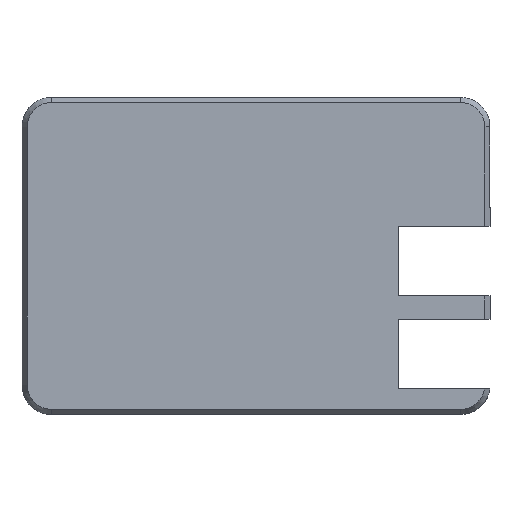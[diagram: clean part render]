
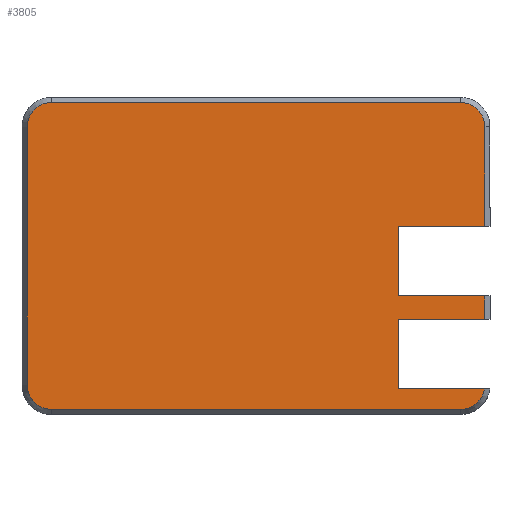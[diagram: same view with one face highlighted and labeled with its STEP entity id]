
A CAD part, top view. The second image highlights one B-rep face of the part: STEP entity #3805.
In plain terms, the highlighted planar face has unit normal (0, 0, 1).
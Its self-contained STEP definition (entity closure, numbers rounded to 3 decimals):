
#94=CIRCLE('',#3995,4.7);
#143=CIRCLE('',#4127,4.7);
#145=CIRCLE('',#4131,4.7);
#146=CIRCLE('',#4135,4.7);
#400=FACE_OUTER_BOUND('',#606,.T.);
#606=EDGE_LOOP('',(#3397,#3398,#3399,#3400,#3401,#3402,#3403,#3404,#3405,
#3406,#3407,#3408,#3409,#3410,#3411));
#669=LINE('',#5339,#1087);
#683=LINE('',#5379,#1101);
#848=LINE('',#5799,#1266);
#851=LINE('',#5807,#1269);
#854=LINE('',#5812,#1272);
#859=LINE('',#5821,#1277);
#896=LINE('',#5938,#1314);
#1017=LINE('',#6303,#1435);
#1022=LINE('',#6316,#1440);
#1025=LINE('',#6322,#1443);
#1027=LINE('',#6327,#1445);
#1087=VECTOR('',#4235,10.);
#1101=VECTOR('',#4255,10.);
#1266=VECTOR('',#4618,10.);
#1269=VECTOR('',#4623,10.);
#1272=VECTOR('',#4628,10.);
#1277=VECTOR('',#4635,10.);
#1314=VECTOR('',#4744,10.);
#1435=VECTOR('',#5137,10.);
#1440=VECTOR('',#5150,10.);
#1443=VECTOR('',#5159,10.);
#1445=VECTOR('',#5163,10.);
#1498=VERTEX_POINT('',#5336);
#1499=VERTEX_POINT('',#5338);
#1512=VERTEX_POINT('',#5376);
#1513=VERTEX_POINT('',#5378);
#1663=VERTEX_POINT('',#5804);
#1664=VERTEX_POINT('',#5806);
#1665=VERTEX_POINT('',#5811);
#1668=VERTEX_POINT('',#5819);
#1712=VERTEX_POINT('',#5936);
#1714=VERTEX_POINT('',#5946);
#1807=VERTEX_POINT('',#6300);
#1808=VERTEX_POINT('',#6302);
#1811=VERTEX_POINT('',#6309);
#1812=VERTEX_POINT('',#6314);
#1814=VERTEX_POINT('',#6325);
#1864=EDGE_CURVE('',#1499,#1498,#669,.T.);
#1881=EDGE_CURVE('',#1513,#1512,#683,.T.);
#2089=EDGE_CURVE('',#1498,#1513,#848,.T.);
#2092=EDGE_CURVE('',#1664,#1663,#851,.T.);
#2095=EDGE_CURVE('',#1665,#1664,#854,.T.);
#2100=EDGE_CURVE('',#1663,#1668,#859,.T.);
#2160=EDGE_CURVE('',#1712,#1668,#896,.T.);
#2165=EDGE_CURVE('',#1714,#1712,#94,.T.);
#2336=EDGE_CURVE('',#1807,#1808,#1017,.T.);
#2340=EDGE_CURVE('',#1811,#1807,#143,.T.);
#2343=EDGE_CURVE('',#1812,#1811,#1022,.T.);
#2345=EDGE_CURVE('',#1499,#1812,#145,.T.);
#2347=EDGE_CURVE('',#1665,#1512,#1025,.T.);
#2349=EDGE_CURVE('',#1814,#1714,#1027,.T.);
#2351=EDGE_CURVE('',#1808,#1814,#146,.T.);
#3397=ORIENTED_EDGE('',*,*,#1881,.T.);
#3398=ORIENTED_EDGE('',*,*,#2347,.F.);
#3399=ORIENTED_EDGE('',*,*,#2095,.T.);
#3400=ORIENTED_EDGE('',*,*,#2092,.T.);
#3401=ORIENTED_EDGE('',*,*,#2100,.T.);
#3402=ORIENTED_EDGE('',*,*,#2160,.F.);
#3403=ORIENTED_EDGE('',*,*,#2165,.F.);
#3404=ORIENTED_EDGE('',*,*,#2349,.F.);
#3405=ORIENTED_EDGE('',*,*,#2351,.F.);
#3406=ORIENTED_EDGE('',*,*,#2336,.F.);
#3407=ORIENTED_EDGE('',*,*,#2340,.F.);
#3408=ORIENTED_EDGE('',*,*,#2343,.F.);
#3409=ORIENTED_EDGE('',*,*,#2345,.F.);
#3410=ORIENTED_EDGE('',*,*,#1864,.T.);
#3411=ORIENTED_EDGE('',*,*,#2089,.T.);
#3612=PLANE('',#4140);
#3805=ADVANCED_FACE('',(#400),#3612,.F.);
#3995=AXIS2_PLACEMENT_3D('',#5948,#4757,#4758);
#4127=AXIS2_PLACEMENT_3D('',#6311,#5143,#5144);
#4131=AXIS2_PLACEMENT_3D('',#6319,#5154,#5155);
#4135=AXIS2_PLACEMENT_3D('',#6330,#5167,#5168);
#4140=AXIS2_PLACEMENT_3D('',#6338,#5180,#5181);
#4235=DIRECTION('',(-1.,0.,0.));
#4255=DIRECTION('',(1.,0.,0.));
#4618=DIRECTION('',(0.,1.,0.));
#4623=DIRECTION('',(0.,1.,0.));
#4628=DIRECTION('',(-1.,0.,0.));
#4635=DIRECTION('',(1.,0.,0.));
#4744=DIRECTION('',(0.,-1.,0.));
#4757=DIRECTION('center_axis',(0.,0.,-1.));
#4758=DIRECTION('ref_axis',(0.,1.,0.));
#5137=DIRECTION('',(0.,1.,0.));
#5143=DIRECTION('center_axis',(0.,0.,-1.));
#5144=DIRECTION('ref_axis',(0.,-1.,0.));
#5150=DIRECTION('',(-1.,0.,0.));
#5154=DIRECTION('center_axis',(0.,0.,-1.));
#5155=DIRECTION('ref_axis',(1.,0.,0.));
#5159=DIRECTION('',(0.,-1.,0.));
#5163=DIRECTION('',(1.,0.,0.));
#5167=DIRECTION('center_axis',(0.,0.,-1.));
#5168=DIRECTION('ref_axis',(-1.,0.,0.));
#5180=DIRECTION('center_axis',(0.,0.,-1.));
#5181=DIRECTION('ref_axis',(1.,0.,0.));
#5336=CARTESIAN_POINT('',(27.7,2.25,17.2));
#5338=CARTESIAN_POINT('',(44.34,2.25,17.2));
#5339=CARTESIAN_POINT('',(22.75,2.25,17.2));
#5376=CARTESIAN_POINT('',(44.4,15.75,17.2));
#5378=CARTESIAN_POINT('',(27.7,15.75,17.2));
#5379=CARTESIAN_POINT('',(22.75,15.75,17.2));
#5799=CARTESIAN_POINT('',(27.7,18.5,17.2));
#5804=CARTESIAN_POINT('',(27.7,33.75,17.2));
#5806=CARTESIAN_POINT('',(27.7,20.25,17.2));
#5807=CARTESIAN_POINT('',(27.7,27.5,17.2));
#5811=CARTESIAN_POINT('',(44.4,20.25,17.2));
#5812=CARTESIAN_POINT('',(22.75,20.25,17.2));
#5819=CARTESIAN_POINT('',(44.4,33.75,17.2));
#5821=CARTESIAN_POINT('',(22.75,33.75,17.2));
#5936=CARTESIAN_POINT('',(44.4,53.,17.2));
#5938=CARTESIAN_POINT('',(44.4,15.5,17.2));
#5946=CARTESIAN_POINT('',(39.7,57.7,17.2));
#5948=CARTESIAN_POINT('Origin',(39.7,53.,17.2));
#6300=CARTESIAN_POINT('',(-44.2,3.,17.2));
#6302=CARTESIAN_POINT('',(-44.2,53.,17.2));
#6303=CARTESIAN_POINT('',(-44.2,40.5,17.2));
#6309=CARTESIAN_POINT('',(-39.5,-1.7,17.2));
#6311=CARTESIAN_POINT('Origin',(-39.5,3.,17.2));
#6314=CARTESIAN_POINT('',(39.7,-1.7,17.2));
#6316=CARTESIAN_POINT('',(-19.7,-1.7,17.2));
#6319=CARTESIAN_POINT('Origin',(39.7,3.,17.2));
#6322=CARTESIAN_POINT('',(44.4,15.5,17.2));
#6325=CARTESIAN_POINT('',(-39.5,57.7,17.2));
#6327=CARTESIAN_POINT('',(19.9,57.7,17.2));
#6330=CARTESIAN_POINT('Origin',(-39.5,53.,17.2));
#6338=CARTESIAN_POINT('Origin',(0.1,28.,17.2));
